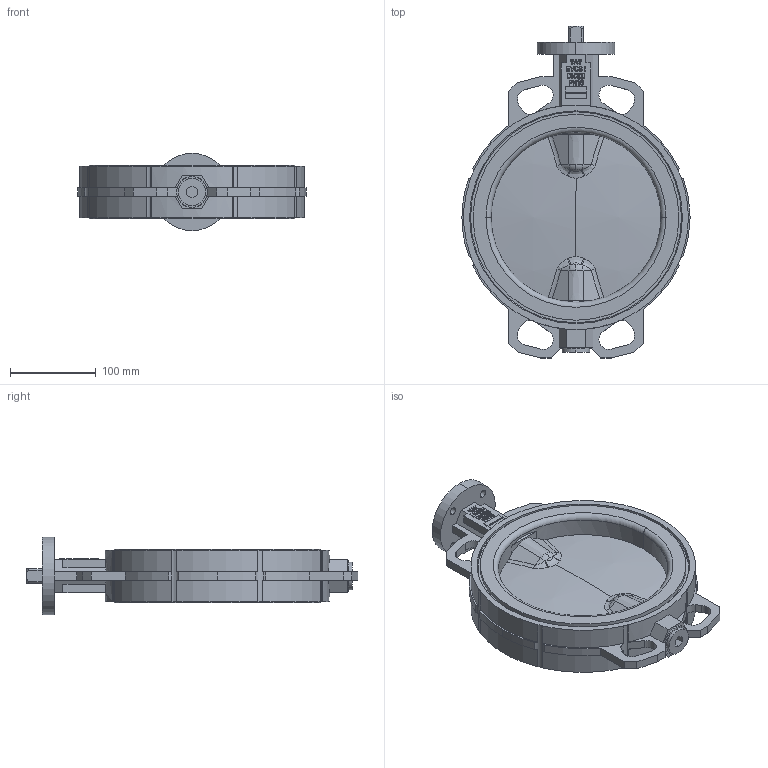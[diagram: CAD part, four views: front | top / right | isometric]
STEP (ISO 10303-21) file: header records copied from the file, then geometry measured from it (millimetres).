
FILE_DESCRIPTION (( 'STEP AP214' ), '1' );
FILE_NAME ('EVCS-i DN200 PN16 F07-L17.STEP', '2024-04-24T10:28:54', ( '' ), ( '' ), 'SwSTEP 2.0', 'SolidWorks 2015', '' );
FILE_SCHEMA (( 'AUTOMOTIVE_DESIGN' ));
Length unit declared in the file: millimetre
Products named in the file (1): EVCS-i DN200 PN16 F07-L17
Bounding box: 266 x 387 x 90 mm (x, y, z)
Volume: 2120891.4 mm3; surface area: 248177.7 mm2
Topology: 1 solids, 1 shells, 499 faces, 1360 edges, 891 vertices
Faces by surface type: plane 258, bspline 106, cylinder 94, torus 24, cone 13, sphere 4
Entity records: 25986 total; most frequent: CARTESIAN_POINT 9236, ORIENTED_EDGE 2720, DIRECTION 2193, EDGE_CURVE 1360, VERTEX_POINT 891, VECTOR 789, LINE 789, AXIS2_PLACEMENT_3D 702
